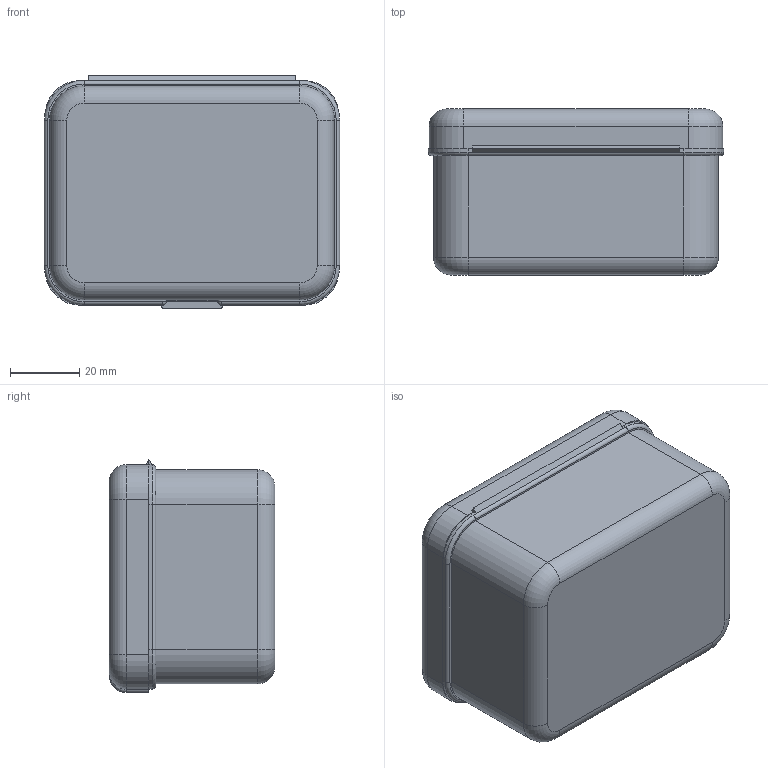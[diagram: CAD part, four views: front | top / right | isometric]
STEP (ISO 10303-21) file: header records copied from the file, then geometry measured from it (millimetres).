
FILE_DESCRIPTION (( 'STEP AP214' ), '1' );
FILE_NAME ('B164 Êîðîáêà ïëàñòèêîâàÿ, 80x60x45 ìì.STEP', '2020-01-29T06:41:45', ( 'Ïîëüçîâàòåëü Windows' ), ( '' ), 'SwSTEP 2.0', 'SolidWorks 2019', '' );
FILE_SCHEMA (( 'AUTOMOTIVE_DESIGN' ));
Length unit declared in the file: millimetre
Products named in the file (3): B164 Êîðîáêà ïëàñòèêîâàÿ, 80x60x45 ìì; B164 澎觐耱黖00; B164 Êðûøêà_00
Assembly tree (2 placements, depth 2):
  B164 Êîðîáêà ïëàñòèêîâàÿ, 80x60x45 ìì
    B164 澎觐耱黖00
    B164 Êðûøêà_00
Bounding box: 85.5 x 48 x 67.5 mm (x, y, z)
Volume: 29879.7 mm3; surface area: 46877.5 mm2
Topology: 4 solids, 4 shells, 190 faces, 456 edges, 274 vertices
Faces by surface type: cylinder 90, plane 67, torus 24, bspline 5, sphere 4
Entity records: 5751 total; most frequent: CARTESIAN_POINT 1291, DIRECTION 922, ORIENTED_EDGE 904, EDGE_CURVE 452, AXIS2_PLACEMENT_3D 331, VERTEX_POINT 274, LINE 260, VECTOR 260
